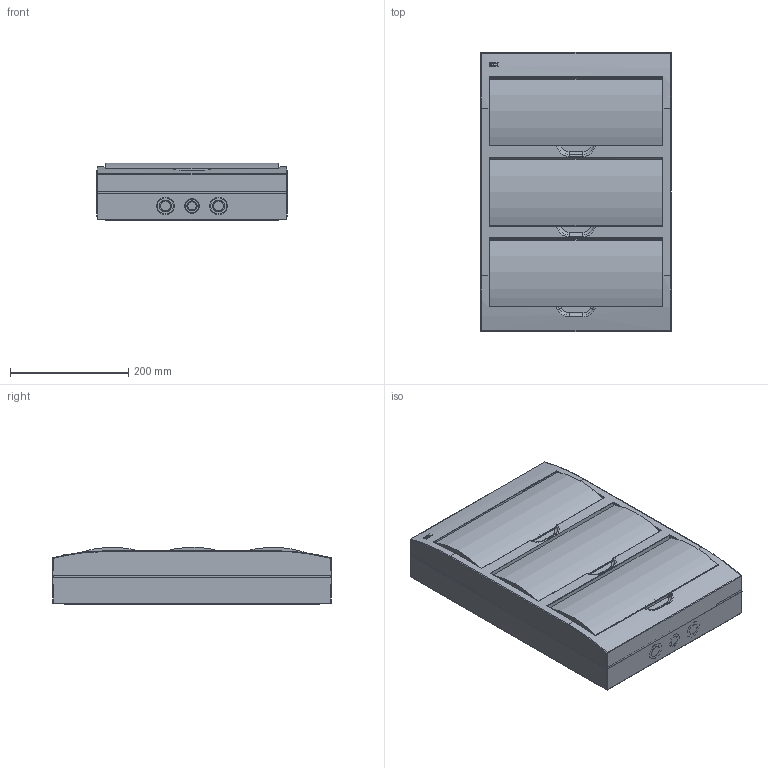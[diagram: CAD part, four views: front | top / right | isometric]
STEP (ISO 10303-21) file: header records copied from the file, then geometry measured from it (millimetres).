
FILE_DESCRIPTION (( 'STEP AP214' ), '1' );
FILE_NAME ('ﾀﾃﾈﾅ 105.00.00.00-17 ﾙﾐH-ﾏ-36-45.STEP', '2021-05-21T12:41:47', ( '' ), ( '' ), 'SwSTEP 2.0', 'SolidWorks 2017', '' );
FILE_SCHEMA (( 'AUTOMOTIVE_DESIGN' ));
Length unit declared in the file: millimetre
Products named in the file (1): ﾀﾃﾈﾅ 105.00.00.00-17 ﾙﾐH-ﾏ-36-45
Bounding box: 323 x 473 x 97.83 mm (x, y, z)
Volume: 1333210.9 mm3; surface area: 1324199.3 mm2
Topology: 22 solids, 22 shells, 2569 faces, 6865 edges, 4450 vertices
Faces by surface type: plane 1626, cylinder 708, cone 93, bspline 60, torus 50, sphere 32
Entity records: 86621 total; most frequent: CARTESIAN_POINT 20105, ORIENTED_EDGE 13730, DIRECTION 12872, EDGE_CURVE 6865, VECTOR 4456, LINE 4456, VERTEX_POINT 4450, AXIS2_PLACEMENT_3D 4208
